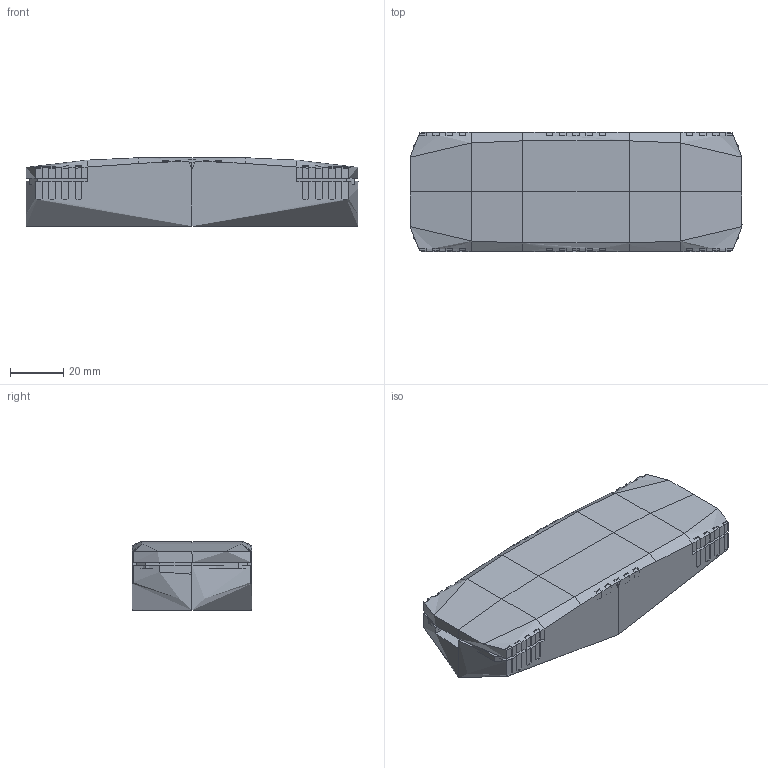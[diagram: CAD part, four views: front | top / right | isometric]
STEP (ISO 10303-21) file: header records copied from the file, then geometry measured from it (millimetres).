
FILE_DESCRIPTION(/* description */ (''),/* implementation_level */ '2;1');
FILE_NAME(/* name */ 'FLS-15~2',/* time_stamp */ '2023-05-18T08:32:50+08:00',/* author */ (''),/* organization */ (''),/* preprocessor_version */ 'ST-DEVELOPER v16.5',/* originating_system */ '',/* authorisation */ '');
FILE_SCHEMA (('AUTOMOTIVE_DESIGN'));
Length unit declared in the file: millimetre
Products named in the file (1): Document
Bounding box: 125 x 45.01 x 25.78 mm (x, y, z)
Volume: 139033.6 mm3
Topology: 3 solids, 4 shells, 308 faces, 897 edges, 592 vertices
Faces by surface type: plane 164, bspline 144
Entity records: 18711 total; most frequent: CARTESIAN_POINT 12944, ORIENTED_EDGE 1787, EDGE_CURVE 894, B_SPLINE_CURVE_WITH_KNOTS 894, VERTEX_POINT 593, ADVANCED_FACE 308, FACE_OUTER_BOUND 308, EDGE_LOOP 308
